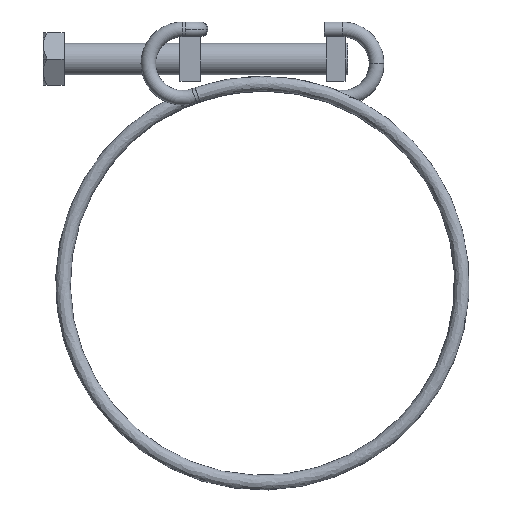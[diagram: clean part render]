
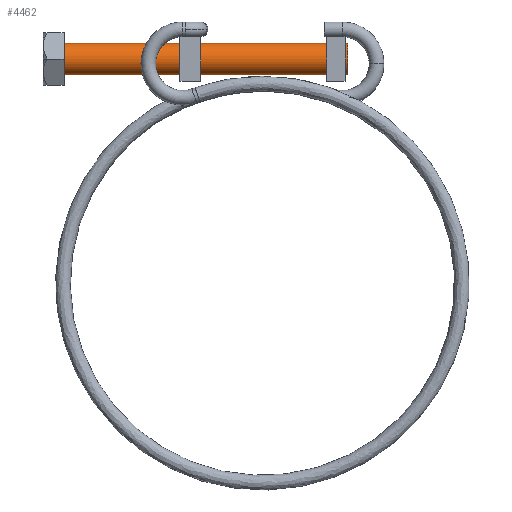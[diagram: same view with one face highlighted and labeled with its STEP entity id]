
A CAD part, top view. The second image highlights one B-rep face of the part: STEP entity #4462.
In plain terms, the highlighted cylindrical face has radius 3 mm (diameter 6 mm), a partial arc.
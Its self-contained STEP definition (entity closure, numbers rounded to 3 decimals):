
#50 = EDGE_CURVE ( 'NONE', #3355, #5157, #827, .T. ) ;
#130 = CARTESIAN_POINT ( 'NONE',  ( -37.774, 39.7, 0. ) ) ;
#497 = CARTESIAN_POINT ( 'NONE',  ( 16.226, 45.7, 0. ) ) ;
#798 = CARTESIAN_POINT ( 'NONE',  ( 16.226, 39.7, 0. ) ) ;
#827 = CIRCLE ( 'NONE', #5058, 3. ) ;
#1737 = ORIENTED_EDGE ( 'NONE', *, *, #8325, .T. ) ;
#2119 = CARTESIAN_POINT ( 'NONE',  ( 16.226, 42.7, 0. ) ) ;
#2482 = CYLINDRICAL_SURFACE ( 'NONE', #6787, 3. ) ;
#2859 = DIRECTION ( 'NONE',  ( 1., 0., 0. ) ) ;
#2895 = ORIENTED_EDGE ( 'NONE', *, *, #7745, .F. ) ;
#3241 = LINE ( 'NONE', #5935, #3996 ) ;
#3291 = DIRECTION ( 'NONE',  ( -1., 0., 0. ) ) ;
#3355 = VERTEX_POINT ( 'NONE', #8300 ) ;
#3647 = VERTEX_POINT ( 'NONE', #130 ) ;
#3902 = EDGE_LOOP ( 'NONE', ( #4702, #8347, #1737, #2895 ) ) ;
#3996 = VECTOR ( 'NONE', #4657, 1000. ) ;
#4462 = ADVANCED_FACE ( 'NONE', ( #4568 ), #2482, .T. ) ;
#4568 = FACE_OUTER_BOUND ( 'NONE', #3902, .T. ) ;
#4657 = DIRECTION ( 'NONE',  ( -1., 0., 0. ) ) ;
#4702 = ORIENTED_EDGE ( 'NONE', *, *, #50, .F. ) ;
#5058 = AXIS2_PLACEMENT_3D ( 'NONE', #2119, #2859, #5084 ) ;
#5084 = DIRECTION ( 'NONE',  ( 0., 1., 0. ) ) ;
#5157 = VERTEX_POINT ( 'NONE', #798 ) ;
#5271 = DIRECTION ( 'NONE',  ( 1., 0., 0. ) ) ;
#5365 = DIRECTION ( 'NONE',  ( 0., -1., 0. ) ) ;
#5913 = CARTESIAN_POINT ( 'NONE',  ( -37.774, 45.7, 0. ) ) ;
#5935 = CARTESIAN_POINT ( 'NONE',  ( 16.226, 39.7, 0. ) ) ;
#6011 = LINE ( 'NONE', #497, #7618 ) ;
#6199 = EDGE_CURVE ( 'NONE', #3355, #7491, #6011, .T. ) ;
#6497 = DIRECTION ( 'NONE',  ( 0., 1., 0. ) ) ;
#6674 = CARTESIAN_POINT ( 'NONE',  ( -37.774, 42.7, 0. ) ) ;
#6787 = AXIS2_PLACEMENT_3D ( 'NONE', #8191, #7384, #5365 ) ;
#7216 = AXIS2_PLACEMENT_3D ( 'NONE', #6674, #5271, #6497 ) ;
#7384 = DIRECTION ( 'NONE',  ( -1., 0., 0. ) ) ;
#7491 = VERTEX_POINT ( 'NONE', #5913 ) ;
#7618 = VECTOR ( 'NONE', #3291, 1000. ) ;
#7745 = EDGE_CURVE ( 'NONE', #5157, #3647, #3241, .T. ) ;
#8091 = CIRCLE ( 'NONE', #7216, 3. ) ;
#8191 = CARTESIAN_POINT ( 'NONE',  ( 16.226, 42.7, 0. ) ) ;
#8300 = CARTESIAN_POINT ( 'NONE',  ( 16.226, 45.7, 0. ) ) ;
#8325 = EDGE_CURVE ( 'NONE', #7491, #3647, #8091, .T. ) ;
#8347 = ORIENTED_EDGE ( 'NONE', *, *, #6199, .T. ) ;
